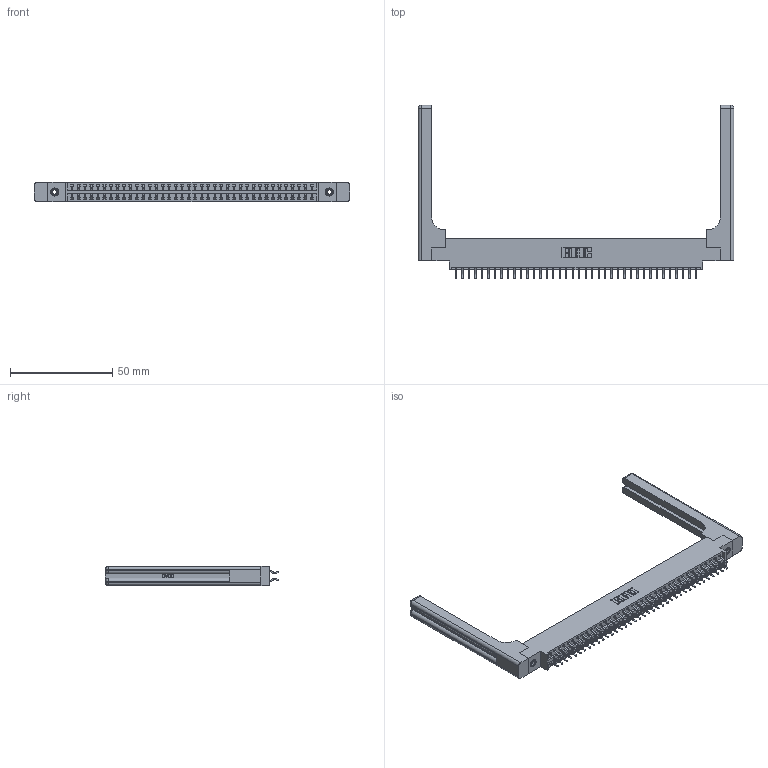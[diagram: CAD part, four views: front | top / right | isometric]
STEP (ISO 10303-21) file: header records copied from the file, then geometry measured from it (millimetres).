
FILE_DESCRIPTION (( 'STEP AP203' ), '1' );
FILE_NAME ('346-076-556-858.STEP', '2022-05-25T12:56:28', ( '' ), ( '' ), 'SwSTEP 2.0', 'SolidWorks 2020', '' );
FILE_SCHEMA (( 'CONFIG_CONTROL_DESIGN' ));
Length unit declared in the file: inch
Products named in the file (5): 346 Part_0.170 Offset - 0.156 Dia-TH; 346-076-556-858; 345-250-001_345-250-001-102; 345-292-001_556 Tail; 346-220-058_345-220-058
Assembly tree (81 placements, depth 2):
  346-076-556-858
    346 Part_0.170 Offset - 0.156 Dia-TH
    345-292-001_556 Tail  x76
    345-250-001_345-250-001-102  x2
    346-220-058_345-220-058  x2
Bounding box: 154.71 x 84.84 x 9.4 mm (x, y, z)
Volume: 22373.7 mm3; surface area: 25506.3 mm2
Topology: 81 solids, 81 shells, 4804 faces, 14191 edges, 9338 vertices
Faces by surface type: plane 3206, cylinder 1538, bspline 36, cone 12, sphere 8, torus 4
Entity records: 31288 total; most frequent: CARTESIAN_POINT 6191, ORIENTED_EDGE 4908, DIRECTION 4426, EDGE_CURVE 2454, VECTOR 2070, LINE 2070, VERTEX_POINT 1626, AXIS2_PLACEMENT_3D 1178
